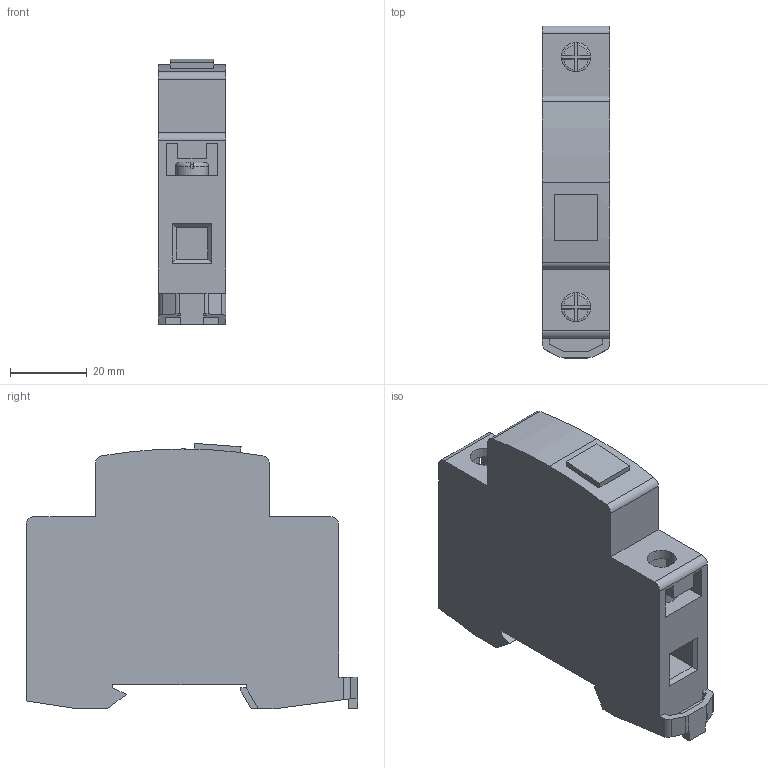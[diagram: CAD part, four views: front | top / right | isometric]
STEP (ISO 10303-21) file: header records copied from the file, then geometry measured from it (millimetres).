
FILE_DESCRIPTION (( 'STEP AP203' ), '1' );
FILE_NAME ('Ñèãíàëüíàÿ ëàìïà AV-L æåëòàÿ EKF AVERES (av-l-yellow-averes).STEP', '2021-12-21T07:44:28', ( '' ), ( '' ), 'SwSTEP 2.0', 'SolidWorks 2021', '' );
FILE_SCHEMA (( 'CONFIG_CONTROL_DESIGN' ));
Length unit declared in the file: millimetre
Products named in the file (1): Ñèãíàëüíàÿ ëàìïà AV-L æåëòàÿ EKF AVERES (av-l-yellow-averes)
Bounding box: 17.5 x 86.2 x 68.96 mm (x, y, z)
Volume: 75073.3 mm3; surface area: 17479.2 mm2
Topology: 1 solids, 1 shells, 158 faces, 433 edges, 284 vertices
Faces by surface type: plane 130, cylinder 20, torus 4, bspline 4
Entity records: 5104 total; most frequent: CARTESIAN_POINT 1068, ORIENTED_EDGE 866, DIRECTION 745, EDGE_CURVE 433, LINE 343, VECTOR 343, VERTEX_POINT 284, AXIS2_PLACEMENT_3D 201
